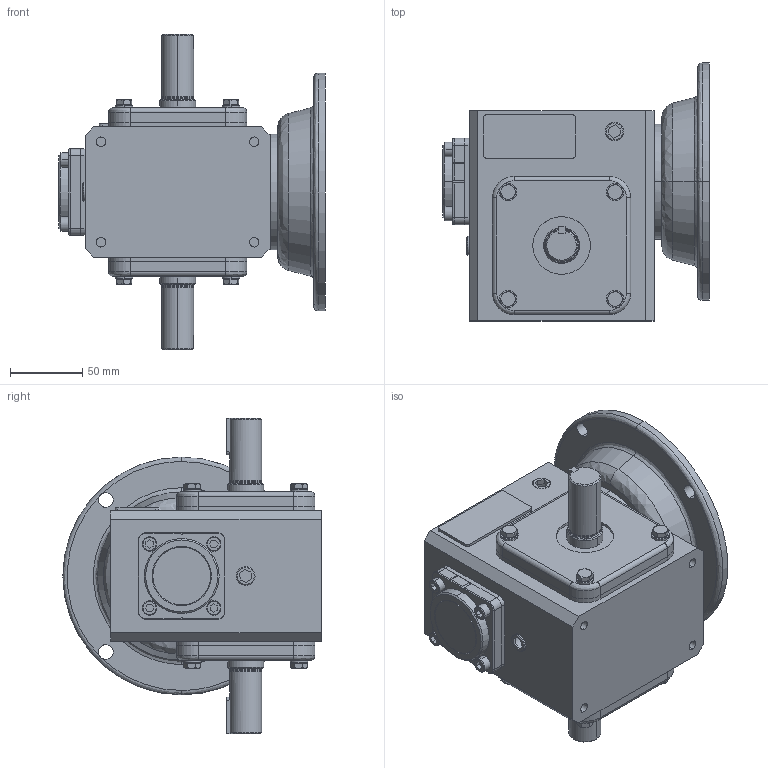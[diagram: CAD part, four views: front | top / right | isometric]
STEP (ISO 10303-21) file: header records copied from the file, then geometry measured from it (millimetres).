
FILE_DESCRIPTION (( 'STEP AP203' ), '1' );
FILE_NAME ('WG-175-060-D.step', '2016-01-28T21:53:54', ( '' ), ( '' ), 'SwSTEP 2.0', 'SolidWorks 2015', '' );
FILE_SCHEMA (( 'CONFIG_CONTROL_DESIGN' ));
Length unit declared in the file: inch
Products named in the file (1): WG-175-060-D
Bounding box: 185 x 179.32 x 219 mm (x, y, z)
Volume: 2180437.7 mm3; surface area: 242353.3 mm2
Topology: 45 solids, 45 shells, 647 faces, 1438 edges, 916 vertices
Faces by surface type: plane 324, cylinder 186, cone 111, bspline 26
Entity records: 18972 total; most frequent: CARTESIAN_POINT 4544, DIRECTION 3035, ORIENTED_EDGE 2876, EDGE_CURVE 1438, AXIS2_PLACEMENT_3D 1135, VERTEX_POINT 916, LINE 765, VECTOR 765
